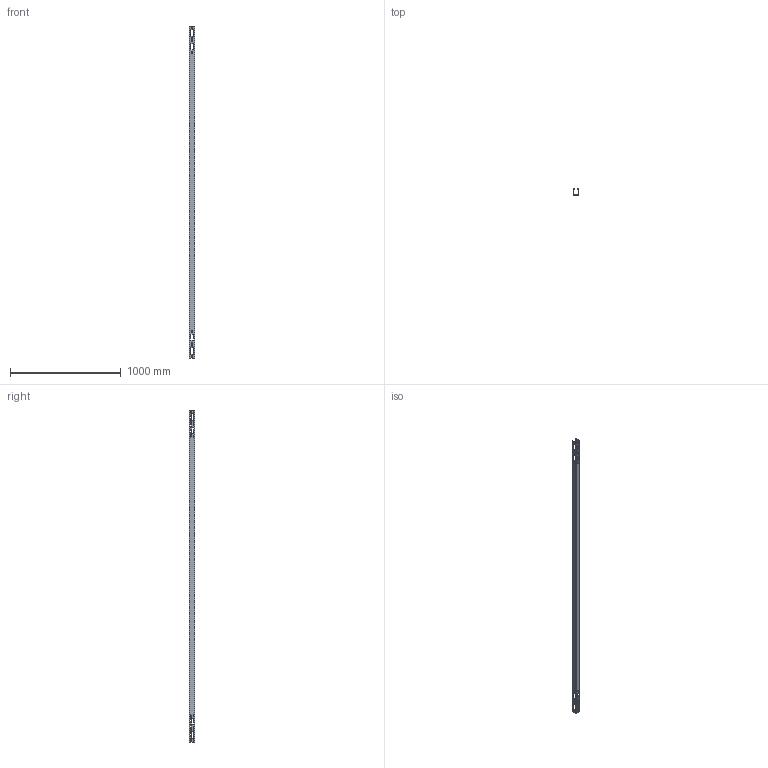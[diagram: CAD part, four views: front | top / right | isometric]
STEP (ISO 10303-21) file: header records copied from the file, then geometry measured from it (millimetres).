
FILE_DESCRIPTION((''),'2;1');
FILE_NAME('6075096','2012-05-29T',('AndreasKeweloh'),(''),'PRO/ENGINEER BY PARAMETRIC TECHNOLOGY CORPORATION, 2012060','PRO/ENGINEER BY PARAMETRIC TECHNOLOGY CORPORATION, 2012060','');
FILE_SCHEMA(('CONFIG_CONTROL_DESIGN'));
Length unit declared in the file: millimetre
Products named in the file (1): 6075096
Bounding box: 50 x 50 x 3000 mm (x, y, z)
Volume: 686869.6 mm3; surface area: 931830.3 mm2
Topology: 1 solids, 1 shells, 310 faces, 924 edges, 616 vertices
Faces by surface type: plane 158, cylinder 152
Entity records: 10770 total; most frequent: CARTESIAN_POINT 1850, DIRECTION 1848, ORIENTED_EDGE 1848, EDGE_CURVE 924, VECTOR 620, LINE 620, VERTEX_POINT 616, AXIS2_PLACEMENT_3D 614
